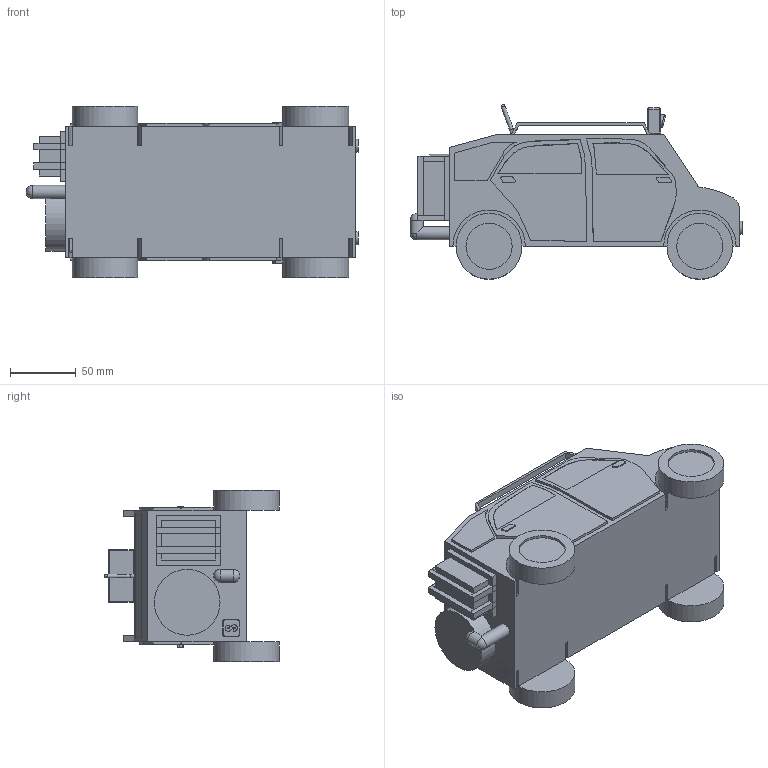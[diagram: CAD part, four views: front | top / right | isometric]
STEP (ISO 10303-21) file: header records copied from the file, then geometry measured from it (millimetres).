
FILE_DESCRIPTION(/* description */ (''),/* implementation_level */ '2;1');
FILE_NAME(/* name */ 'Car.step',/* time_stamp */ '2025-12-17T18:00:44+11:00',/* author */ (''),/* organization */ (''),/* preprocessor_version */ 'ST-DEVELOPER v20.1',/* originating_system */ 'Autodesk Translation Framework v14.21.0.0',/* authorisation */ '');
FILE_SCHEMA (('AUTOMOTIVE_DESIGN { 1 0 10303 214 3 1 1 }'));
Length unit declared in the file: millimetre
Products named in the file (1): 2025-12-09-12-01-23-175
Bounding box: 252 x 132.65 x 130 mm (x, y, z)
Volume: 1953517.7 mm3; surface area: 217280.7 mm2
Topology: 40 solids, 40 shells, 483 faces, 1174 edges, 773 vertices
Faces by surface type: plane 256, bspline 147, cylinder 66, sphere 11, torus 3
Full cylindrical faces by diameter (mm): 3 x1, 10 x4, 35 x4, 50 x5
Entity records: 18389 total; most frequent: CARTESIAN_POINT 8253, ORIENTED_EDGE 2340, DIRECTION 1694, EDGE_CURVE 1170, VERTEX_POINT 773, LINE 716, VECTOR 716, EDGE_LOOP 513
